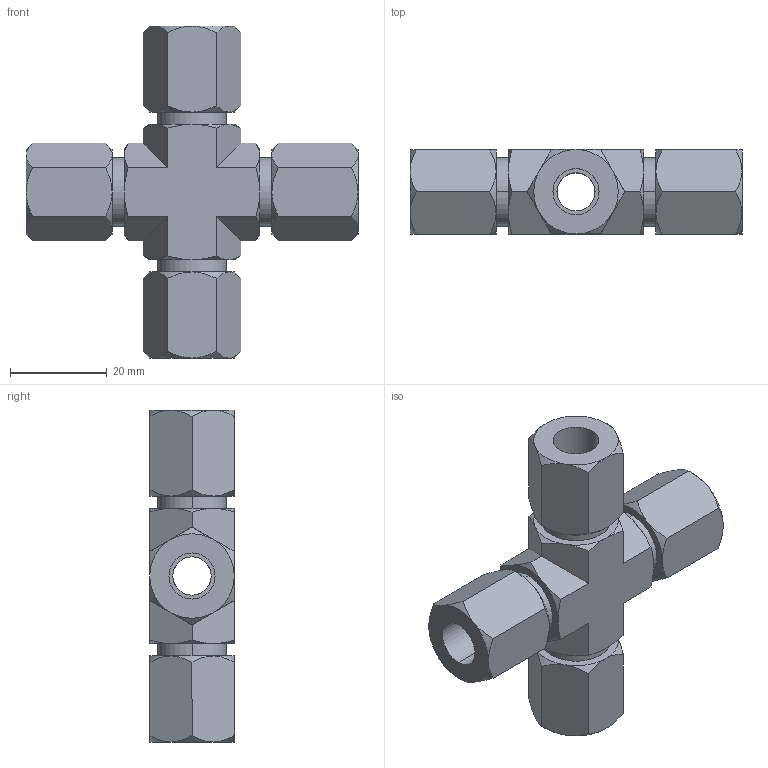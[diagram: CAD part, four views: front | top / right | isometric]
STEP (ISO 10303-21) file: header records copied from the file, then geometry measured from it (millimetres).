
FILE_DESCRIPTION((''),'2;1');
FILE_NAME('ILC30300066','2022-06-23T15:27:54',('rkuestersteffen'),(''),'CREO PARAMETRIC BY PTC INC, 2021164','CREO PARAMETRIC BY PTC INC, 2021164','');
FILE_SCHEMA(('AUTOMOTIVE_DESIGN { 1 0 10303 214 1 1 1 1 }'));
Length unit declared in the file: inch
Products named in the file (1): ILC30300066
Bounding box: 68.58 x 17.45 x 68.58 mm (x, y, z)
Volume: 23209.5 mm3; surface area: 11659.9 mm2
Topology: 1 solids, 1 shells, 152 faces, 356 edges, 216 vertices
Faces by surface type: cone 72, plane 58, cylinder 22
Entity records: 6201 total; most frequent: CARTESIAN_POINT 1697, ORIENTED_EDGE 712, DIRECTION 654, PRESENTATION_STYLE_ASSIGNMENT 361, STYLED_ITEM 361, CURVE_STYLE 360, EDGE_CURVE 356, AXIS2_PLACEMENT_3D 276
